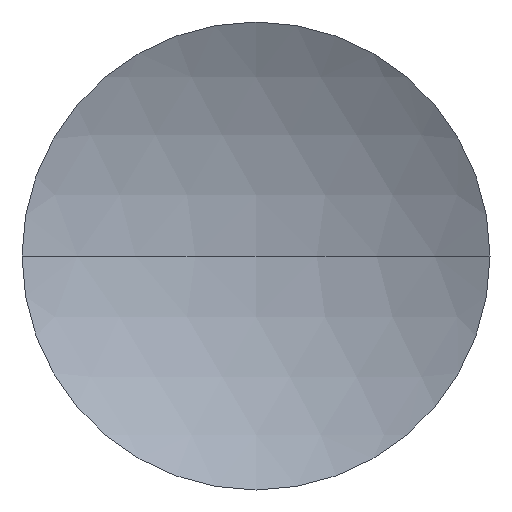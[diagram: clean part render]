
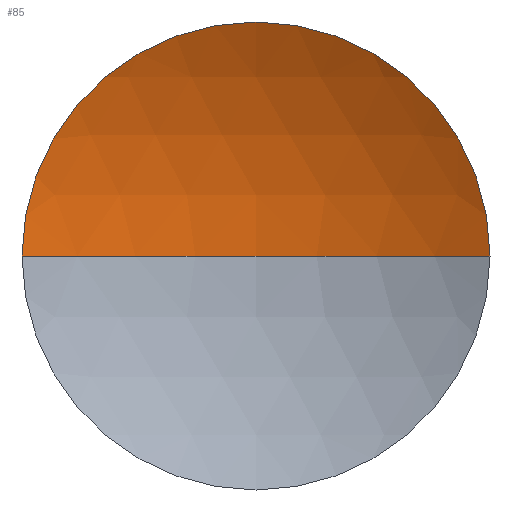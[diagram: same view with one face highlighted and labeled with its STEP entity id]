
A CAD part, left-side view. The second image highlights one B-rep face of the part: STEP entity #85.
In plain terms, the highlighted spherical face has radius 26.4 mm.
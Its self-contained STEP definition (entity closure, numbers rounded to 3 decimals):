
#5 = FACE_OUTER_BOUND ( 'NONE', #44, .T. ) ;
#8 = DIRECTION ( 'NONE',  ( 0., 1., 0. ) ) ;
#13 = AXIS2_PLACEMENT_3D ( 'NONE', #57, #61, #8 ) ;
#14 = CIRCLE ( 'NONE', #185, 12.7 ) ;
#22 = ORIENTED_EDGE ( 'NONE', *, *, #128, .T. ) ;
#39 = CARTESIAN_POINT ( 'NONE',  ( 68.44, 52.178, 0. ) ) ;
#41 = CARTESIAN_POINT ( 'NONE',  ( 91.585, 52.178, 0. ) ) ;
#43 = DIRECTION ( 'NONE',  ( 0., 0., 1. ) ) ;
#44 = EDGE_LOOP ( 'NONE', ( #75, #163, #22, #103 ) ) ;
#47 = SPHERICAL_SURFACE ( 'NONE', #13, 26.4 ) ;
#57 = CARTESIAN_POINT ( 'NONE',  ( 68.44, 52.178, 0. ) ) ;
#61 = DIRECTION ( 'NONE',  ( 0., 0., -1. ) ) ;
#74 = DIRECTION ( 'NONE',  ( 0., 0., 1. ) ) ;
#75 = ORIENTED_EDGE ( 'NONE', *, *, #187, .F. ) ;
#77 = DIRECTION ( 'NONE',  ( 0., 1., 0. ) ) ;
#78 = EDGE_CURVE ( 'NONE', #156, #160, #194, .T. ) ;
#85 = ADVANCED_FACE ( 'NONE', ( #5 ), #47, .F. ) ;
#87 = AXIS2_PLACEMENT_3D ( 'NONE', #188, #43, #104 ) ;
#94 = VERTEX_POINT ( 'NONE', #131 ) ;
#98 = CARTESIAN_POINT ( 'NONE',  ( 94.84, 52.178, 0. ) ) ;
#103 = ORIENTED_EDGE ( 'NONE', *, *, #157, .T. ) ;
#104 = DIRECTION ( 'NONE',  ( 1., 0., 0. ) ) ;
#117 = AXIS2_PLACEMENT_3D ( 'NONE', #129, #204, #153 ) ;
#121 = CIRCLE ( 'NONE', #117, 12.7 ) ;
#128 = EDGE_CURVE ( 'NONE', #160, #229, #14, .T. ) ;
#129 = CARTESIAN_POINT ( 'NONE',  ( 91.585, 52.178, 0. ) ) ;
#131 = CARTESIAN_POINT ( 'NONE',  ( 91.585, 64.878, 0. ) ) ;
#151 = DIRECTION ( 'NONE',  ( 0., 0., -1. ) ) ;
#153 = DIRECTION ( 'NONE',  ( 0., 0., 1. ) ) ;
#156 = VERTEX_POINT ( 'NONE', #98 ) ;
#157 = EDGE_CURVE ( 'NONE', #229, #94, #121, .T. ) ;
#160 = VERTEX_POINT ( 'NONE', #207 ) ;
#163 = ORIENTED_EDGE ( 'NONE', *, *, #78, .T. ) ;
#185 = AXIS2_PLACEMENT_3D ( 'NONE', #41, #205, #74 ) ;
#186 = CIRCLE ( 'NONE', #87, 26.4 ) ;
#187 = EDGE_CURVE ( 'NONE', #156, #94, #186, .T. ) ;
#188 = CARTESIAN_POINT ( 'NONE',  ( 68.44, 52.178, 0. ) ) ;
#194 = CIRCLE ( 'NONE', #221, 26.4 ) ;
#204 = DIRECTION ( 'NONE',  ( -1., 0., 0. ) ) ;
#205 = DIRECTION ( 'NONE',  ( -1., 0., 0. ) ) ;
#207 = CARTESIAN_POINT ( 'NONE',  ( 91.585, 39.478, 0. ) ) ;
#221 = AXIS2_PLACEMENT_3D ( 'NONE', #39, #151, #77 ) ;
#229 = VERTEX_POINT ( 'NONE', #230 ) ;
#230 = CARTESIAN_POINT ( 'NONE',  ( 91.585, 52.178, 12.7 ) ) ;
